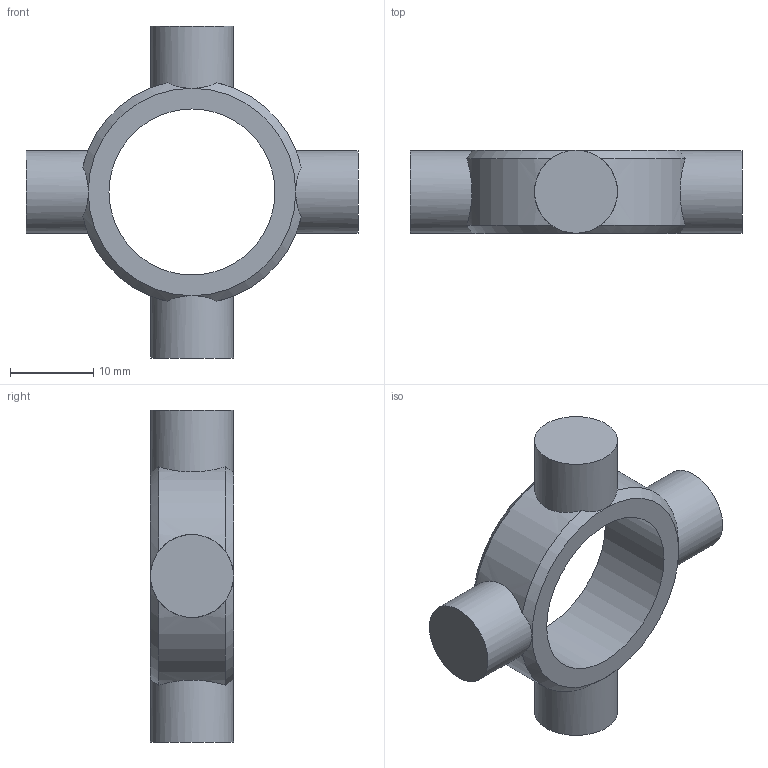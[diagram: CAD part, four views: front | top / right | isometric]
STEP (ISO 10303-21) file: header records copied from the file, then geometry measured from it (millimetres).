
FILE_DESCRIPTION(/* description */ (''),/* implementation_level */ '2;1');
FILE_NAME(/* name */ 'Ring_small_ipt_e0a74535.STEP',/* time_stamp */ '2020-11-16T16:19:48+01:00',/* author */ ('SUSTRVOJ'),/* organization */ (''),/* preprocessor_version */ 'ST-DEVELOPER v17.2',/* originating_system */ 'Autodesk Inventor 2019',/* authorisation */ '');
FILE_SCHEMA (('AUTOMOTIVE_DESIGN { 1 0 10303 214 3 1 1 }','PROCESS_PLANNING_SCHEMA'));
Length unit declared in the file: millimetre
Products named in the file (1): Ring_small
Bounding box: 40 x 10 x 40 mm (x, y, z)
Volume: 4630.8 mm3; surface area: 2782.9 mm2
Topology: 1 solids, 1 shells, 23 faces, 53 edges, 32 vertices
Faces by surface type: cylinder 9, cone 8, plane 6
Full cylindrical faces by diameter (mm): 10 x4, 20 x1
Entity records: 862 total; most frequent: CARTESIAN_POINT 329, ORIENTED_EDGE 106, DIRECTION 97, EDGE_CURVE 53, AXIS2_PLACEMENT_3D 46, VERTEX_POINT 32, B_SPLINE_CURVE_WITH_KNOTS 26, EDGE_LOOP 25
